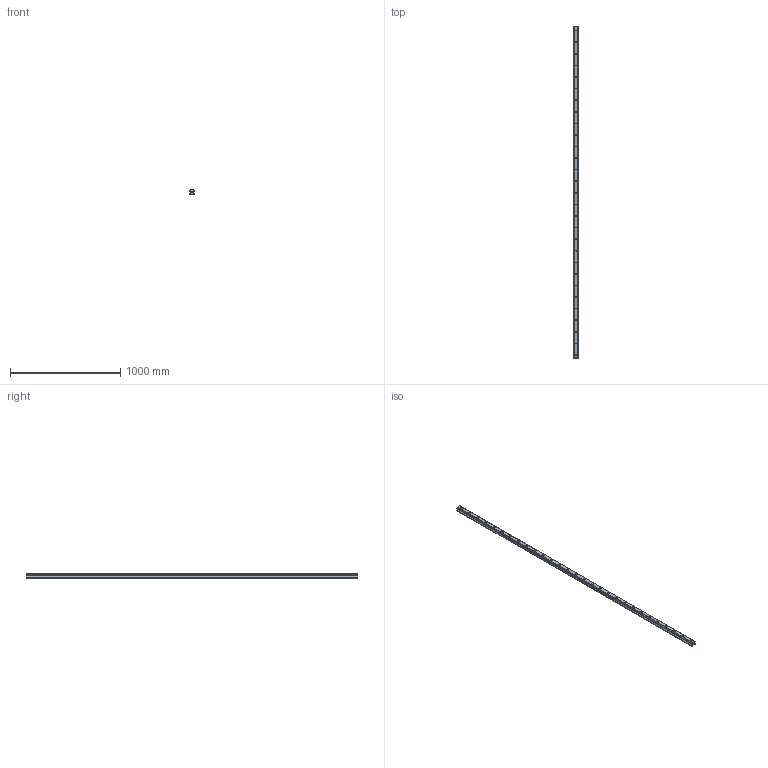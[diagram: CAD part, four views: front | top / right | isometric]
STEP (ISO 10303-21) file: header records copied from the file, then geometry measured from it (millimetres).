
FILE_DESCRIPTION(('STEP AP214'),'1');
FILE_NAME('cctmp_A07B2545-D4A0-49C6-8227-0AAB074986B1_2020_10_29_12_28_17_395..stp','2020-10-29T11:28:17',('HIWIN GmbH'),('CADClick - www.CADClick.com'),'Spatial InterOp 3D',' ','unknown authorization');
FILE_SCHEMA(('AUTOMOTIVE_DESIGN'));
Length unit declared in the file: millimetre
Products named in the file (1): HGR45R3010H_FILE
Bounding box: 45 x 3010 x 38 mm (x, y, z)
Volume: 4046353.3 mm3; surface area: 584475.5 mm2
Topology: 1 solids, 1 shells, 358 faces, 795 edges, 530 vertices
Faces by surface type: plane 180, cylinder 178
Entity records: 12923 total; most frequent: DIRECTION 1869, CARTESIAN_POINT 1684, ORIENTED_EDGE 1590, EDGE_CURVE 795, AXIS2_PLACEMENT_3D 715, VERTEX_POINT 530, EDGE_LOOP 449, LINE 439
